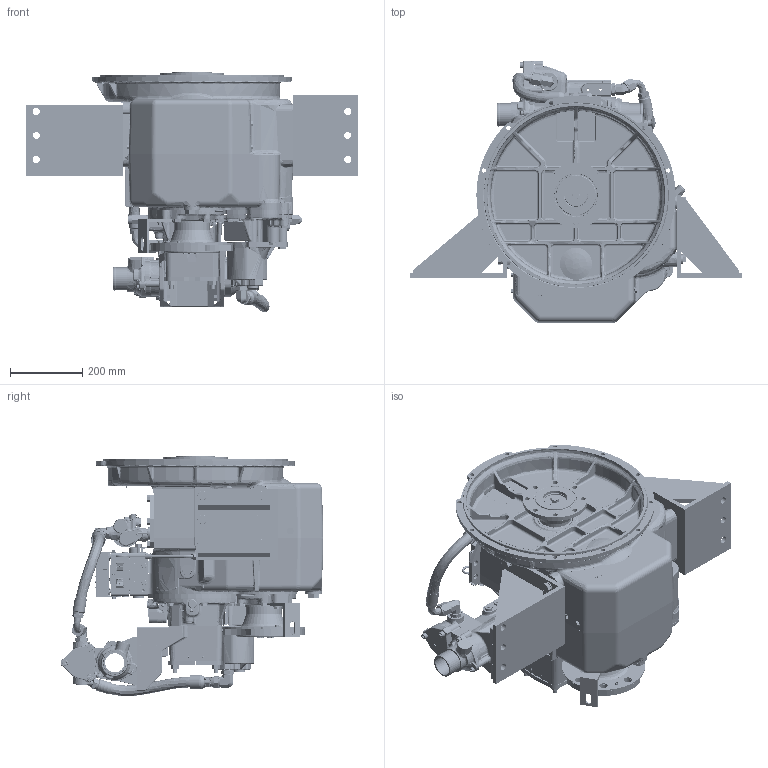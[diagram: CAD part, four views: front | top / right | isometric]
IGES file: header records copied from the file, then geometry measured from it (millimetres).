
Start section: SolidWorks IGES file using analytic representation for surfaces
Global section: file name:  PX13254F.igs; native system: SolidWorks 2017; preprocessor: SolidWorks 2017; author: smtservice; date: 191101.134701; units: millimetre
Bounding box: 920.75 x 728.57 x 666.54 mm (x, y, z)
Surface area: 4229319.6 mm2 (no closed solid volume)
Topology: 0 solids, 0 shells, 7956 faces, 140658 edges, 140450 vertices
Faces by surface type: bspline 4667, revolution 3289
